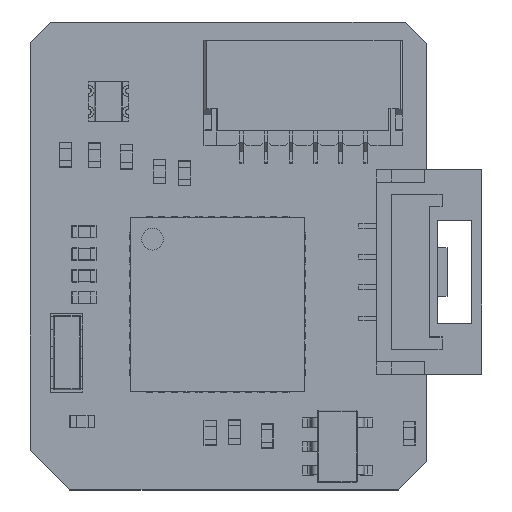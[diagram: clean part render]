
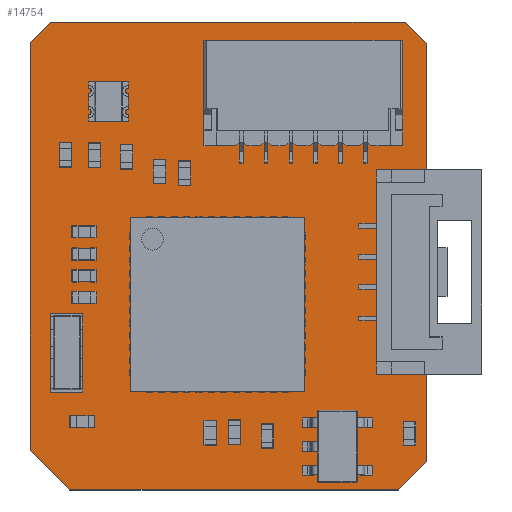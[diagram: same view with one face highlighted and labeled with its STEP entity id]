
A CAD part, top view. The second image highlights one B-rep face of the part: STEP entity #14754.
In plain terms, the highlighted planar face has unit normal (0, 0, 1).
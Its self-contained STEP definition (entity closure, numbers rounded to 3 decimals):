
#14497 = VERTEX_POINT('',#14498);
#14498 = CARTESIAN_POINT('',(25.45,9.85,0.));
#14504 = EDGE_CURVE('',#14497,#14505,#14507,.T.);
#14505 = VERTEX_POINT('',#14506);
#14506 = CARTESIAN_POINT('',(25.45,26.275,0.));
#14507 = LINE('',#14508,#14509);
#14508 = CARTESIAN_POINT('',(25.45,9.85,0.));
#14509 = VECTOR('',#14510,1.);
#14510 = DIRECTION('',(0.,1.,0.));
#14535 = EDGE_CURVE('',#14505,#14536,#14538,.T.);
#14536 = VERTEX_POINT('',#14537);
#14537 = CARTESIAN_POINT('',(26.275,27.1,0.));
#14538 = LINE('',#14539,#14540);
#14539 = CARTESIAN_POINT('',(25.45,26.275,0.));
#14540 = VECTOR('',#14541,1.);
#14541 = DIRECTION('',(0.707,0.707,0.));
#14566 = EDGE_CURVE('',#14536,#14567,#14569,.T.);
#14567 = VERTEX_POINT('',#14568);
#14568 = CARTESIAN_POINT('',(40.55,27.1,0.));
#14569 = LINE('',#14570,#14571);
#14570 = CARTESIAN_POINT('',(26.275,27.1,0.));
#14571 = VECTOR('',#14572,1.);
#14572 = DIRECTION('',(1.,0.,0.));
#14597 = EDGE_CURVE('',#14567,#14598,#14600,.T.);
#14598 = VERTEX_POINT('',#14599);
#14599 = CARTESIAN_POINT('',(41.425,26.225,0.));
#14600 = LINE('',#14601,#14602);
#14601 = CARTESIAN_POINT('',(40.55,27.1,0.));
#14602 = VECTOR('',#14603,1.);
#14603 = DIRECTION('',(0.707,-0.707,0.));
#14628 = EDGE_CURVE('',#14598,#14629,#14631,.T.);
#14629 = VERTEX_POINT('',#14630);
#14630 = CARTESIAN_POINT('',(41.425,9.4,0.));
#14631 = LINE('',#14632,#14633);
#14632 = CARTESIAN_POINT('',(41.425,26.225,0.));
#14633 = VECTOR('',#14634,1.);
#14634 = DIRECTION('',(0.,-1.,0.));
#14659 = EDGE_CURVE('',#14629,#14660,#14662,.T.);
#14660 = VERTEX_POINT('',#14661);
#14661 = CARTESIAN_POINT('',(40.275,8.25,0.));
#14662 = LINE('',#14663,#14664);
#14663 = CARTESIAN_POINT('',(41.425,9.4,0.));
#14664 = VECTOR('',#14665,1.);
#14665 = DIRECTION('',(-0.707,-0.707,0.));
#14690 = EDGE_CURVE('',#14660,#14691,#14693,.T.);
#14691 = VERTEX_POINT('',#14692);
#14692 = CARTESIAN_POINT('',(27.05,8.25,0.));
#14693 = LINE('',#14694,#14695);
#14694 = CARTESIAN_POINT('',(40.275,8.25,0.));
#14695 = VECTOR('',#14696,1.);
#14696 = DIRECTION('',(-1.,0.,0.));
#14721 = EDGE_CURVE('',#14691,#14497,#14722,.T.);
#14722 = LINE('',#14723,#14724);
#14723 = CARTESIAN_POINT('',(27.05,8.25,0.));
#14724 = VECTOR('',#14725,1.);
#14725 = DIRECTION('',(-0.707,0.707,0.));
#14754 = ADVANCED_FACE('',(#14755),#14765,.T.);
#14755 = FACE_BOUND('',#14756,.F.);
#14756 = EDGE_LOOP('',(#14757,#14758,#14759,#14760,#14761,#14762,#14763,
    #14764));
#14757 = ORIENTED_EDGE('',*,*,#14504,.T.);
#14758 = ORIENTED_EDGE('',*,*,#14535,.T.);
#14759 = ORIENTED_EDGE('',*,*,#14566,.T.);
#14760 = ORIENTED_EDGE('',*,*,#14597,.T.);
#14761 = ORIENTED_EDGE('',*,*,#14628,.T.);
#14762 = ORIENTED_EDGE('',*,*,#14659,.T.);
#14763 = ORIENTED_EDGE('',*,*,#14690,.T.);
#14764 = ORIENTED_EDGE('',*,*,#14721,.T.);
#14765 = PLANE('',#14766);
#14766 = AXIS2_PLACEMENT_3D('',#14767,#14768,#14769);
#14767 = CARTESIAN_POINT('',(25.45,9.85,0.));
#14768 = DIRECTION('',(0.,0.,1.));
#14769 = DIRECTION('',(1.,0.,0.));
